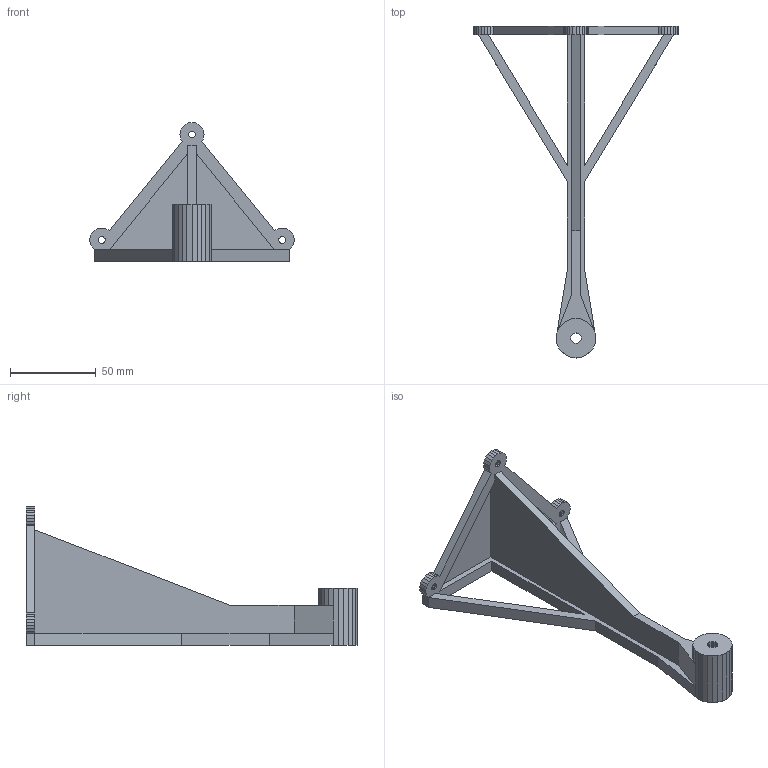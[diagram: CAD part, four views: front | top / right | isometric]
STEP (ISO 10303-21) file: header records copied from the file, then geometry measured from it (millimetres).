
FILE_DESCRIPTION(('FreeCAD Model'),'2;1');
FILE_NAME('Open CASCADE Shape Model','2025-06-15T10:37:37',(''),(''), 'Open CASCADE STEP processor 7.8','FreeCAD','Unknown');
FILE_SCHEMA(('AUTOMOTIVE_DESIGN { 1 0 10303 214 1 1 1 1 }'));
Length unit declared in the file: millimetre
Products named in the file (1): Stand003 (Solid)001
Bounding box: 119.02 x 193.3 x 80.93 mm (x, y, z)
Volume: 75869.2 mm3; surface area: 36998.2 mm2
Topology: 1 solids, 1 shells, 192 faces, 568 edges, 376 vertices
Faces by surface type: plane 192
Entity records: 13698 total; most frequent: CARTESIAN_POINT 2273, DIRECTION 2090, LINE 1704, VECTOR 1704, ORIENTED_EDGE 1136, PCURVE 1136, DEFINITIONAL_REPRESENTATION 1136, EDGE_CURVE 568
